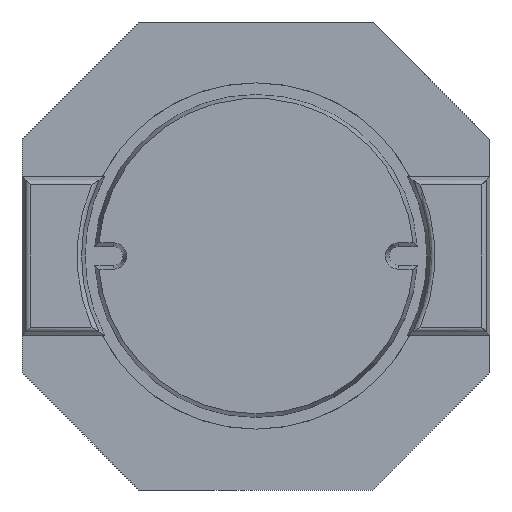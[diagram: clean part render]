
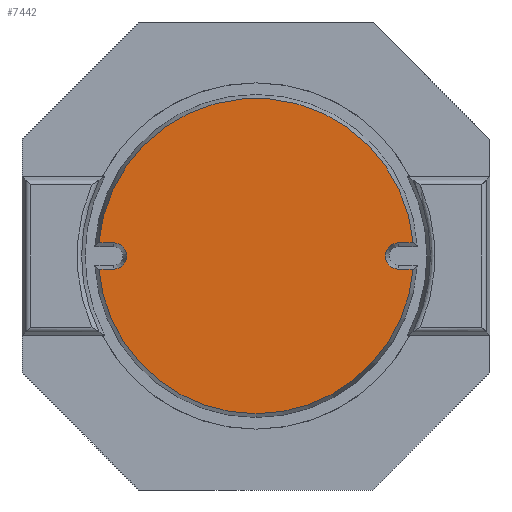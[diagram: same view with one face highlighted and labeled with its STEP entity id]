
A CAD part, front view. The second image highlights one B-rep face of the part: STEP entity #7442.
In plain terms, the highlighted planar face has unit normal (0, -1, 0).
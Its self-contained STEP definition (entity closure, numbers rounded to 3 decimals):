
#16 = FACE_OUTER_BOUND ( 'NONE', #8567, .T. ) ;
#52 = EDGE_CURVE ( 'NONE', #12209, #2440, #10038, .T. ) ;
#71 = VECTOR ( 'NONE', #609, 1000. ) ;
#209 = EDGE_CURVE ( 'NONE', #9804, #5055, #6582, .T. ) ;
#259 = CARTESIAN_POINT ( 'NONE',  ( 3.358, 0., 0.28 ) ) ;
#264 = AXIS2_PLACEMENT_3D ( 'NONE', #3530, #9419, #10494 ) ;
#434 = AXIS2_PLACEMENT_3D ( 'NONE', #4226, #8227, #12173 ) ;
#476 = ORIENTED_EDGE ( 'NONE', *, *, #12002, .T. ) ;
#530 = CARTESIAN_POINT ( 'NONE',  ( -3.044, 0., 0. ) ) ;
#609 = DIRECTION ( 'NONE',  ( 1., 0., 0. ) ) ;
#644 = CARTESIAN_POINT ( 'NONE',  ( 3.358, 0., -0.28 ) ) ;
#1324 = CARTESIAN_POINT ( 'NONE',  ( 3.044, 0., 0.28 ) ) ;
#1754 = EDGE_CURVE ( 'NONE', #6579, #12691, #5561, .T. ) ;
#1911 = AXIS2_PLACEMENT_3D ( 'NONE', #10325, #11422, #10444 ) ;
#2331 = LINE ( 'NONE', #7377, #11796 ) ;
#2440 = VERTEX_POINT ( 'NONE', #4421 ) ;
#2588 = VERTEX_POINT ( 'NONE', #2646 ) ;
#2646 = CARTESIAN_POINT ( 'NONE',  ( -3.358, 0., 0.28 ) ) ;
#2786 = CARTESIAN_POINT ( 'NONE',  ( -3.444, 0., 0.28 ) ) ;
#3187 = ORIENTED_EDGE ( 'NONE', *, *, #52, .T. ) ;
#3530 = CARTESIAN_POINT ( 'NONE',  ( 0., 0., 0. ) ) ;
#3911 = EDGE_CURVE ( 'NONE', #2440, #6579, #12042, .T. ) ;
#3951 = EDGE_CURVE ( 'NONE', #10977, #9899, #5203, .T. ) ;
#4226 = CARTESIAN_POINT ( 'NONE',  ( 0., 0., 0. ) ) ;
#4278 = ORIENTED_EDGE ( 'NONE', *, *, #1754, .T. ) ;
#4421 = CARTESIAN_POINT ( 'NONE',  ( 0., 0., -3.37 ) ) ;
#4542 = DIRECTION ( 'NONE',  ( 0., 1., 0. ) ) ;
#4547 = AXIS2_PLACEMENT_3D ( 'NONE', #7486, #12465, #11358 ) ;
#4653 = CARTESIAN_POINT ( 'NONE',  ( -3.044, 0., -0.28 ) ) ;
#4895 = EDGE_CURVE ( 'NONE', #12691, #9804, #6205, .T. ) ;
#4952 = VECTOR ( 'NONE', #7703, 1000. ) ;
#5028 = CARTESIAN_POINT ( 'NONE',  ( -3.044, 0., 0. ) ) ;
#5055 = VERTEX_POINT ( 'NONE', #259 ) ;
#5203 = CIRCLE ( 'NONE', #6036, 0.28 ) ;
#5561 = LINE ( 'NONE', #9532, #12367 ) ;
#5733 = DIRECTION ( 'NONE',  ( -1., 0., 0. ) ) ;
#5773 = CARTESIAN_POINT ( 'NONE',  ( 3.044, 0., 0.28 ) ) ;
#5787 = ORIENTED_EDGE ( 'NONE', *, *, #7026, .T. ) ;
#6036 = AXIS2_PLACEMENT_3D ( 'NONE', #530, #4542, #6447 ) ;
#6205 = CIRCLE ( 'NONE', #4547, 0.28 ) ;
#6447 = DIRECTION ( 'NONE',  ( 0., 0., -1. ) ) ;
#6579 = VERTEX_POINT ( 'NONE', #644 ) ;
#6582 = LINE ( 'NONE', #1324, #71 ) ;
#6903 = CARTESIAN_POINT ( 'NONE',  ( -3.358, 0., -0.28 ) ) ;
#7026 = EDGE_CURVE ( 'NONE', #9899, #12209, #2331, .T. ) ;
#7054 = DIRECTION ( 'NONE',  ( 0., -1., 0. ) ) ;
#7178 = PLANE ( 'NONE',  #10771 ) ;
#7377 = CARTESIAN_POINT ( 'NONE',  ( -3.044, 0., -0.28 ) ) ;
#7442 = ADVANCED_FACE ( 'NONE', ( #16 ), #7178, .T. ) ;
#7486 = CARTESIAN_POINT ( 'NONE',  ( 3.044, 0., 0. ) ) ;
#7552 = CIRCLE ( 'NONE', #1911, 3.37 ) ;
#7703 = DIRECTION ( 'NONE',  ( 1., 0., 0. ) ) ;
#7949 = EDGE_CURVE ( 'NONE', #5055, #2588, #7552, .T. ) ;
#8227 = DIRECTION ( 'NONE',  ( 0., -1., 0. ) ) ;
#8264 = ORIENTED_EDGE ( 'NONE', *, *, #4895, .T. ) ;
#8567 = EDGE_LOOP ( 'NONE', ( #10137, #5787, #3187, #10356, #4278, #8264, #12651, #8702, #476 ) ) ;
#8576 = CARTESIAN_POINT ( 'NONE',  ( -3.044, 0., 0.28 ) ) ;
#8702 = ORIENTED_EDGE ( 'NONE', *, *, #7949, .T. ) ;
#8941 = CARTESIAN_POINT ( 'NONE',  ( 3.044, 0., -0.28 ) ) ;
#9419 = DIRECTION ( 'NONE',  ( 0., -1., 0. ) ) ;
#9532 = CARTESIAN_POINT ( 'NONE',  ( 3.444, 0., -0.28 ) ) ;
#9804 = VERTEX_POINT ( 'NONE', #5773 ) ;
#9899 = VERTEX_POINT ( 'NONE', #4653 ) ;
#10038 = CIRCLE ( 'NONE', #264, 3.37 ) ;
#10137 = ORIENTED_EDGE ( 'NONE', *, *, #3951, .T. ) ;
#10325 = CARTESIAN_POINT ( 'NONE',  ( 0., 0., 0. ) ) ;
#10356 = ORIENTED_EDGE ( 'NONE', *, *, #3911, .T. ) ;
#10444 = DIRECTION ( 'NONE',  ( 0., 0., -1. ) ) ;
#10494 = DIRECTION ( 'NONE',  ( 0., 0., -1. ) ) ;
#10771 = AXIS2_PLACEMENT_3D ( 'NONE', #5028, #7054, #11188 ) ;
#10867 = LINE ( 'NONE', #2786, #4952 ) ;
#10977 = VERTEX_POINT ( 'NONE', #8576 ) ;
#11188 = DIRECTION ( 'NONE',  ( 0., 0., -1. ) ) ;
#11319 = DIRECTION ( 'NONE',  ( -1., 0., 0. ) ) ;
#11358 = DIRECTION ( 'NONE',  ( 0., 0., -1. ) ) ;
#11422 = DIRECTION ( 'NONE',  ( 0., -1., 0. ) ) ;
#11796 = VECTOR ( 'NONE', #11319, 1000. ) ;
#12002 = EDGE_CURVE ( 'NONE', #2588, #10977, #10867, .T. ) ;
#12042 = CIRCLE ( 'NONE', #434, 3.37 ) ;
#12173 = DIRECTION ( 'NONE',  ( 0., 0., -1. ) ) ;
#12209 = VERTEX_POINT ( 'NONE', #6903 ) ;
#12367 = VECTOR ( 'NONE', #5733, 1000. ) ;
#12465 = DIRECTION ( 'NONE',  ( 0., 1., 0. ) ) ;
#12651 = ORIENTED_EDGE ( 'NONE', *, *, #209, .T. ) ;
#12691 = VERTEX_POINT ( 'NONE', #8941 ) ;
